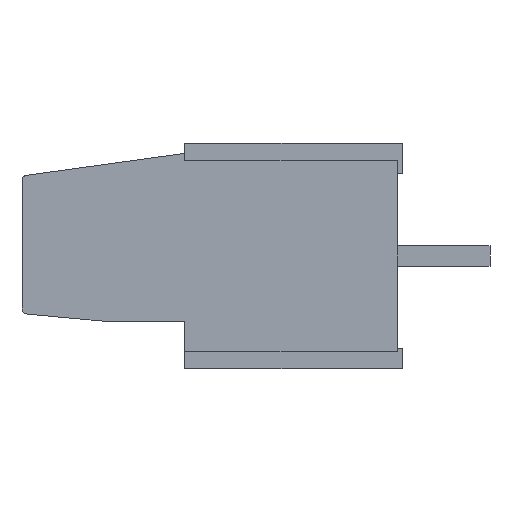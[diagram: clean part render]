
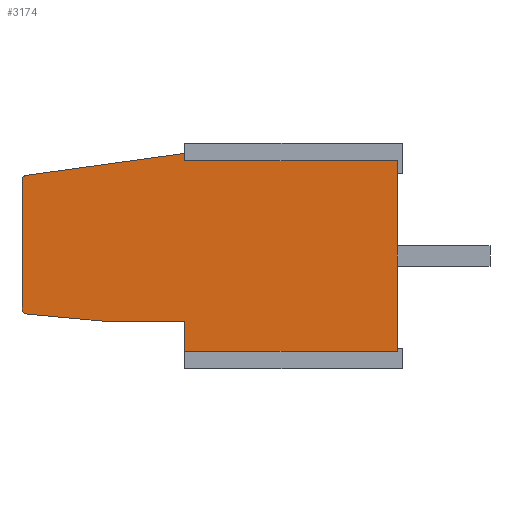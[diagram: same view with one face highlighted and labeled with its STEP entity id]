
A CAD part, left-side view. The second image highlights one B-rep face of the part: STEP entity #3174.
In plain terms, the highlighted planar face has unit normal (-1, 0, 0).
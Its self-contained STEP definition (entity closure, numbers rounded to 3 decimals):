
#73=DIRECTION('',(0.,1.,0.));
#74=VECTOR('',#73,8.5);
#75=CARTESIAN_POINT('',(-7.62,0.2,-8.3));
#76=LINE('',#75,#74);
#81=DIRECTION('',(0.,0.,1.));
#82=VECTOR('',#81,1.2);
#83=CARTESIAN_POINT('',(-7.62,8.7,-8.3));
#84=LINE('',#83,#82);
#88=DIRECTION('',(0.,1.,0.));
#89=VECTOR('',#88,3.3);
#90=CARTESIAN_POINT('',(-7.62,8.7,-7.1));
#91=LINE('',#90,#89);
#95=DIRECTION('',(0.,0.996,0.093));
#96=VECTOR('',#95,3.032);
#97=CARTESIAN_POINT('',(-7.62,12.,-7.1));
#98=LINE('',#97,#96);
#102=DIRECTION('',(0.,0.,1.));
#103=VECTOR('',#102,5.144);
#104=CARTESIAN_POINT('',(-7.62,15.2,-6.618));
#105=LINE('',#104,#103);
#109=DIRECTION('',(0.,-0.991,0.137));
#110=VECTOR('',#109,6.388);
#111=CARTESIAN_POINT('',(-7.62,15.027,-1.276));
#112=LINE('',#111,#110);
#116=DIRECTION('',(0.,0.,-1.));
#117=VECTOR('',#116,0.3);
#118=CARTESIAN_POINT('',(-7.62,8.7,-0.4));
#119=LINE('',#118,#117);
#123=DIRECTION('',(0.,1.,0.));
#124=VECTOR('',#123,8.5);
#125=CARTESIAN_POINT('',(-7.62,0.2,-0.7));
#126=LINE('',#125,#124);
#291=DIRECTION('',(0.,0.,1.));
#292=VECTOR('',#291,7.6);
#293=CARTESIAN_POINT('',(-7.62,0.2,-8.3));
#294=LINE('',#293,#292);
#1622=CARTESIAN_POINT('',(-7.62,15.,-6.618));
#1623=DIRECTION('',(-1.,0.,0.));
#1624=DIRECTION('',(0.,1.,0.));
#1625=AXIS2_PLACEMENT_3D('',#1622,#1623,#1624);
#1700=CARTESIAN_POINT('',(-7.62,15.,-1.474));
#1701=DIRECTION('',(-1.,0.,0.));
#1702=DIRECTION('',(0.,0.137,0.991));
#1703=AXIS2_PLACEMENT_3D('',#1700,#1701,#1702);
#2700=CARTESIAN_POINT('',(-7.62,15.019,-6.817));
#2702=VERTEX_POINT('',#2700);
#2705=CARTESIAN_POINT('',(-7.62,15.2,-6.618));
#2706=VERTEX_POINT('',#2705);
#2708=CARTESIAN_POINT('',(-7.62,15.2,-1.474));
#2710=VERTEX_POINT('',#2708);
#2713=CARTESIAN_POINT('',(-7.62,15.027,-1.276));
#2714=VERTEX_POINT('',#2713);
#2715=CARTESIAN_POINT('',(-7.62,12.,-7.1));
#2716=VERTEX_POINT('',#2715);
#2797=CARTESIAN_POINT('',(-7.62,8.7,-7.1));
#2798=VERTEX_POINT('',#2797);
#2809=CARTESIAN_POINT('',(-7.62,8.7,-0.4));
#2810=CARTESIAN_POINT('',(-7.62,8.7,-0.7));
#2811=VERTEX_POINT('',#2809);
#2812=VERTEX_POINT('',#2810);
#2815=CARTESIAN_POINT('',(-7.62,8.7,-8.3));
#2816=VERTEX_POINT('',#2815);
#2867=CARTESIAN_POINT('',(-7.62,0.2,-8.3));
#2868=VERTEX_POINT('',#2867);
#2869=CARTESIAN_POINT('',(-7.62,0.2,-0.7));
#2870=VERTEX_POINT('',#2869);
#3145=CARTESIAN_POINT('',(-7.62,0.,0.));
#3146=DIRECTION('',(1.,0.,0.));
#3147=DIRECTION('',(0.,0.,-1.));
#3148=AXIS2_PLACEMENT_3D('',#3145,#3146,#3147);
#3149=PLANE('',#3148);
#3151=ORIENTED_EDGE('',*,*,#3150,.F.);
#3153=ORIENTED_EDGE('',*,*,#3152,.T.);
#3155=ORIENTED_EDGE('',*,*,#3154,.T.);
#3157=ORIENTED_EDGE('',*,*,#3156,.T.);
#3159=ORIENTED_EDGE('',*,*,#3158,.T.);
#3161=ORIENTED_EDGE('',*,*,#3160,.F.);
#3163=ORIENTED_EDGE('',*,*,#3162,.T.);
#3165=ORIENTED_EDGE('',*,*,#3164,.F.);
#3167=ORIENTED_EDGE('',*,*,#3166,.T.);
#3169=ORIENTED_EDGE('',*,*,#3168,.T.);
#3171=ORIENTED_EDGE('',*,*,#3170,.F.);
#3172=EDGE_LOOP('',(#3151,#3153,#3155,#3157,#3159,#3161,#3163,#3165,#3167,#3169,
#3171));
#3173=FACE_OUTER_BOUND('',#3172,.F.);
#3174=ADVANCED_FACE('',(#3173),#3149,.F.);
#1626=CIRCLE('',#1625,0.2);
#1704=CIRCLE('',#1703,0.2);
#3150=EDGE_CURVE('',#2868,#2870,#294,.T.);
#3152=EDGE_CURVE('',#2868,#2816,#76,.T.);
#3154=EDGE_CURVE('',#2816,#2798,#84,.T.);
#3156=EDGE_CURVE('',#2798,#2716,#91,.T.);
#3158=EDGE_CURVE('',#2716,#2702,#98,.T.);
#3160=EDGE_CURVE('',#2706,#2702,#1626,.T.);
#3162=EDGE_CURVE('',#2706,#2710,#105,.T.);
#3164=EDGE_CURVE('',#2714,#2710,#1704,.T.);
#3166=EDGE_CURVE('',#2714,#2811,#112,.T.);
#3168=EDGE_CURVE('',#2811,#2812,#119,.T.);
#3170=EDGE_CURVE('',#2870,#2812,#126,.T.);
